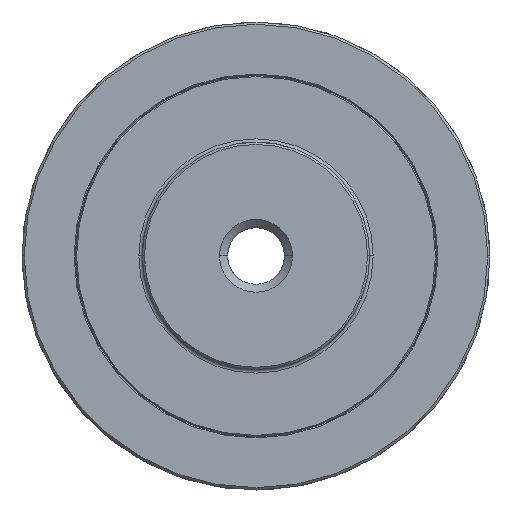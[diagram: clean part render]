
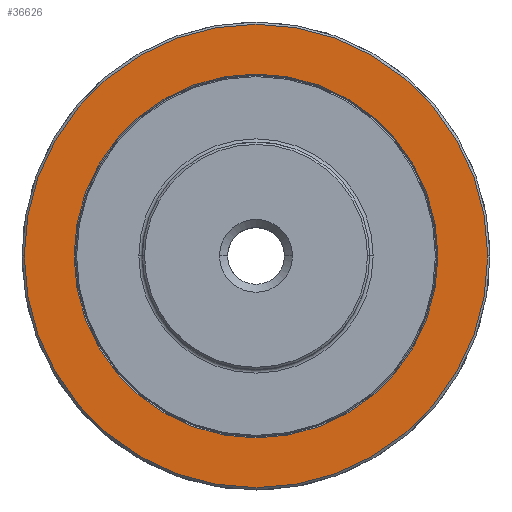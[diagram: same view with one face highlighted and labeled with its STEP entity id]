
A CAD part, top view. The second image highlights one B-rep face of the part: STEP entity #36626.
In plain terms, the highlighted planar face has unit normal (0, 0, 1).
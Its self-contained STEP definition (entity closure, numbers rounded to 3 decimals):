
#1080 = VERTEX_POINT ( 'NONE', #20154 ) ;
#3019 = EDGE_CURVE ( 'NONE', #36421, #27654, #14450, .T. ) ;
#3205 = ORIENTED_EDGE ( 'NONE', *, *, #25624, .T. ) ;
#4023 = EDGE_LOOP ( 'NONE', ( #32368, #22438 ) ) ;
#5336 = DIRECTION ( 'NONE',  ( 1., 0., 0. ) ) ;
#6150 = CARTESIAN_POINT ( 'NONE',  ( 0., 0., 1.92 ) ) ;
#6406 = DIRECTION ( 'NONE',  ( 0., 0., 1. ) ) ;
#6643 = CARTESIAN_POINT ( 'NONE',  ( 0., 0., 1.92 ) ) ;
#6777 = DIRECTION ( 'NONE',  ( 1., 0., 0. ) ) ;
#8374 = AXIS2_PLACEMENT_3D ( 'NONE', #6643, #9802, #18191 ) ;
#8999 = DIRECTION ( 'NONE',  ( 1., 0., 0. ) ) ;
#9021 = FACE_OUTER_BOUND ( 'NONE', #4023, .T. ) ;
#9802 = DIRECTION ( 'NONE',  ( 0., 0., 1. ) ) ;
#10026 = AXIS2_PLACEMENT_3D ( 'NONE', #6150, #6406, #23777 ) ;
#11920 = CARTESIAN_POINT ( 'NONE',  ( 0., 0., 1.92 ) ) ;
#12370 = EDGE_CURVE ( 'NONE', #27654, #36421, #18688, .T. ) ;
#12663 = CIRCLE ( 'NONE', #36213, 16. ) ;
#14450 = CIRCLE ( 'NONE', #17015, 20.375 ) ;
#16381 = EDGE_CURVE ( 'NONE', #24467, #1080, #36514, .T. ) ;
#17015 = AXIS2_PLACEMENT_3D ( 'NONE', #11920, #23846, #8999 ) ;
#17210 = CARTESIAN_POINT ( 'NONE',  ( -20.375, 0., 1.92 ) ) ;
#18191 = DIRECTION ( 'NONE',  ( 1., 0., 0. ) ) ;
#18688 = CIRCLE ( 'NONE', #10026, 20.375 ) ;
#20154 = CARTESIAN_POINT ( 'NONE',  ( 16., 0., 1.92 ) ) ;
#22438 = ORIENTED_EDGE ( 'NONE', *, *, #3019, .T. ) ;
#23111 = CARTESIAN_POINT ( 'NONE',  ( 0., 0., 1.92 ) ) ;
#23777 = DIRECTION ( 'NONE',  ( 1., 0., 0. ) ) ;
#23846 = DIRECTION ( 'NONE',  ( 0., 0., 1. ) ) ;
#24467 = VERTEX_POINT ( 'NONE', #25778 ) ;
#25270 = EDGE_LOOP ( 'NONE', ( #3205, #36010 ) ) ;
#25624 = EDGE_CURVE ( 'NONE', #1080, #24467, #12663, .T. ) ;
#25778 = CARTESIAN_POINT ( 'NONE',  ( -16., 0., 1.92 ) ) ;
#26545 = CARTESIAN_POINT ( 'NONE',  ( 20.375, 0., 1.92 ) ) ;
#27063 = DIRECTION ( 'NONE',  ( 0., 0., -1. ) ) ;
#27654 = VERTEX_POINT ( 'NONE', #17210 ) ;
#28056 = AXIS2_PLACEMENT_3D ( 'NONE', #23111, #31344, #5336 ) ;
#28998 = FACE_BOUND ( 'NONE', #25270, .T. ) ;
#31344 = DIRECTION ( 'NONE',  ( 0., 0., -1. ) ) ;
#32368 = ORIENTED_EDGE ( 'NONE', *, *, #12370, .T. ) ;
#32611 = PLANE ( 'NONE',  #8374 ) ;
#35778 = CARTESIAN_POINT ( 'NONE',  ( 0., 0., 1.92 ) ) ;
#36010 = ORIENTED_EDGE ( 'NONE', *, *, #16381, .T. ) ;
#36213 = AXIS2_PLACEMENT_3D ( 'NONE', #35778, #27063, #6777 ) ;
#36421 = VERTEX_POINT ( 'NONE', #26545 ) ;
#36514 = CIRCLE ( 'NONE', #28056, 16. ) ;
#36626 = ADVANCED_FACE ( 'NONE', ( #28998, #9021 ), #32611, .T. ) ;
